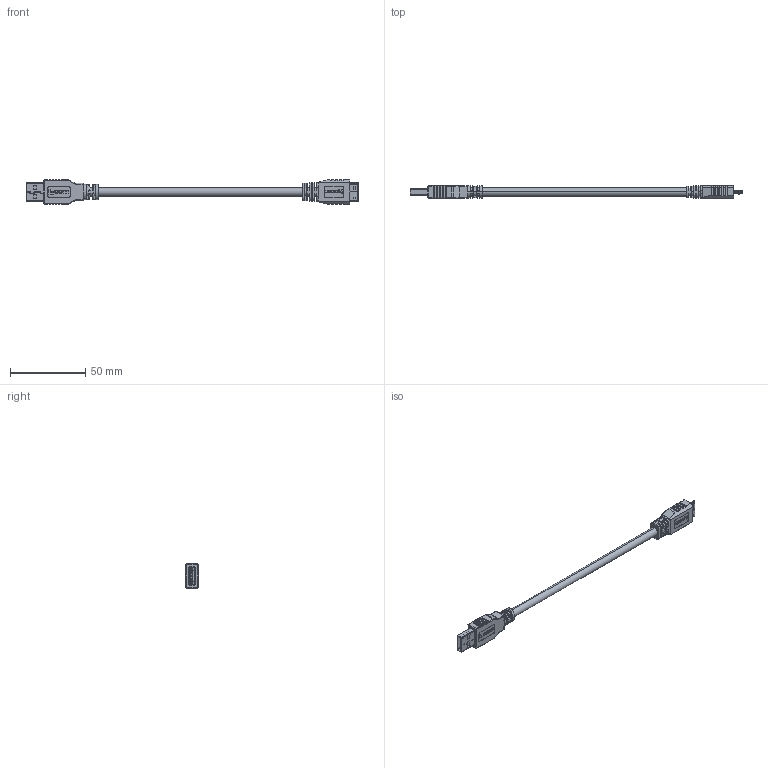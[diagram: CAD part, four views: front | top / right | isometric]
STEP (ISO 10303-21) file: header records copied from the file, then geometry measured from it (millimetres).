
FILE_DESCRIPTION (( 'STEP AP214' ), '1' );
FILE_NAME ('CAU3AMICB.STEP', '2020-06-11T16:58:55', ( '' ), ( '' ), 'SwSTEP 2.0', 'SolidWorks 2018', '' );
FILE_SCHEMA (( 'AUTOMOTIVE_DESIGN' ));
Length unit declared in the file: inch
Products named in the file (18): 3AC08-027; 1AA05-046-MA3; CAU3AMICB; 1AA05-074-MA5; MTN-594_NO CABLE; MTN-593; 1AA05-074_FOR MOLDED; 1AA05-074-MA3___; 1AA05-046-MA1; MTN-592_NO CABLE; 1AA05-074-MA1___; 1AA05-074-MA2___; 1AA05-074-MA4_NO CRIMPING S.R; MTN-591; 1AA05-046-MA2_Without Crimp
Assembly tree (17 placements, depth 4):
  CAU3AMICB
    3AC08-027
    MTN-594_NO CABLE
      MTN-593
        1AA05-046-MA3
        MTN-593
      1AA05-046-MA1
      1AA05-046-MA2_Without Crimp
      MTN-594_NO CABLE
    MTN-592_NO CABLE
      1AA05-074_FOR MOLDED
        1AA05-074-MA1___
        1AA05-074-MA2___
        1AA05-074-MA5
        1AA05-074-MA3___
        1AA05-074-MA4_NO CRIMPING S.R
      MTN-591
      MTN-592_NO CABLE
Bounding box: 220 x 8.5 x 16 mm (x, y, z)
Volume: 11902.2 mm3; surface area: 13728.8 mm2
Topology: 27 solids, 27 shells, 2873 faces, 7692 edges, 4946 vertices
Faces by surface type: plane 1904, cylinder 632, bspline 215, torus 68, cone 30, sphere 24
Entity records: 103236 total; most frequent: CARTESIAN_POINT 25462, ORIENTED_EDGE 15324, DIRECTION 13778, EDGE_CURVE 7662, LINE 5706, VECTOR 5706, VERTEX_POINT 4946, AXIS2_PLACEMENT_3D 4036
